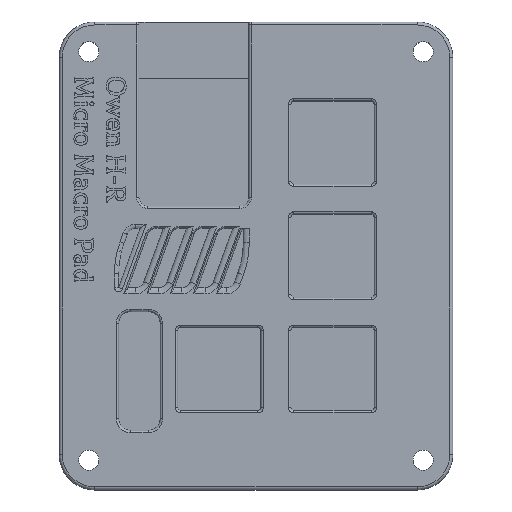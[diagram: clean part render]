
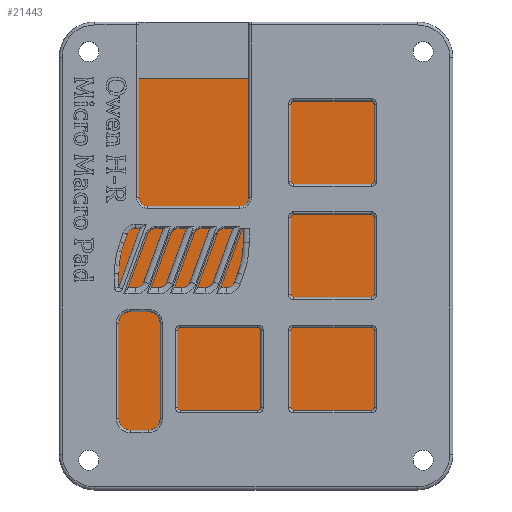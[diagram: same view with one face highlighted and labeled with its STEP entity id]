
A CAD part, top view. The second image highlights one B-rep face of the part: STEP entity #21443.
In plain terms, the highlighted planar face has unit normal (0, 0, 1).
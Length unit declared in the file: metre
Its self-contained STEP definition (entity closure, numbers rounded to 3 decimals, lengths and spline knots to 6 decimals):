
#8051=ORIENTED_EDGE('',*,*,#11197,.F.);
#8052=ORIENTED_EDGE('',*,*,#11201,.F.);
#8053=ORIENTED_EDGE('',*,*,#11204,.T.);
#8054=ORIENTED_EDGE('',*,*,#11206,.T.);
#11197=EDGE_CURVE('',#13280,#13281,#15256,.T.);
#11201=EDGE_CURVE('',#13283,#13280,#15260,.T.);
#11204=EDGE_CURVE('',#13283,#13285,#15263,.T.);
#11206=EDGE_CURVE('',#13285,#13281,#15265,.T.);
#13280=VERTEX_POINT('',#37586);
#13281=VERTEX_POINT('',#37588);
#13283=VERTEX_POINT('',#37594);
#13285=VERTEX_POINT('',#37600);
#15256=LINE('',#37587,#17236);
#15260=LINE('',#37595,#17240);
#15263=LINE('',#37601,#17243);
#15265=LINE('',#37604,#17245);
#17236=VECTOR('',#27890,1.);
#17240=VECTOR('',#27896,1.);
#17243=VECTOR('',#27901,1.);
#17245=VECTOR('',#27905,1.);
#18491=EDGE_LOOP('',(#8051,#8052,#8053,#8054));
#19738=FACE_BOUND('',#18491,.T.);
#20301=PLANE('',#22962);
#21443=ADVANCED_FACE('',(#19738),#20301,.T.);
#22962=AXIS2_PLACEMENT_3D('',#37605,#27906,#27907);
#27890=DIRECTION('',(1.,0.,0.));
#27896=DIRECTION('',(0.,1.,0.));
#27901=DIRECTION('',(1.,0.,0.));
#27905=DIRECTION('',(0.,1.,0.));
#27906=DIRECTION('',(0.,0.,1.));
#27907=DIRECTION('',(1.,0.,0.));
#37586=CARTESIAN_POINT('',(-0.0005,0.05924,0.007));
#37587=CARTESIAN_POINT('',(0.02313,0.05924,0.007));
#37588=CARTESIAN_POINT('',(0.04676,0.05924,0.007));
#37594=CARTESIAN_POINT('',(-0.0005,-0.0005,0.007));
#37595=CARTESIAN_POINT('',(-0.0005,0.02937,0.007));
#37600=CARTESIAN_POINT('',(0.04676,-0.0005,0.007));
#37601=CARTESIAN_POINT('',(0.02313,-0.0005,0.007));
#37604=CARTESIAN_POINT('',(0.04676,0.02937,0.007));
#37605=CARTESIAN_POINT('',(0.02313,0.02937,0.007));
